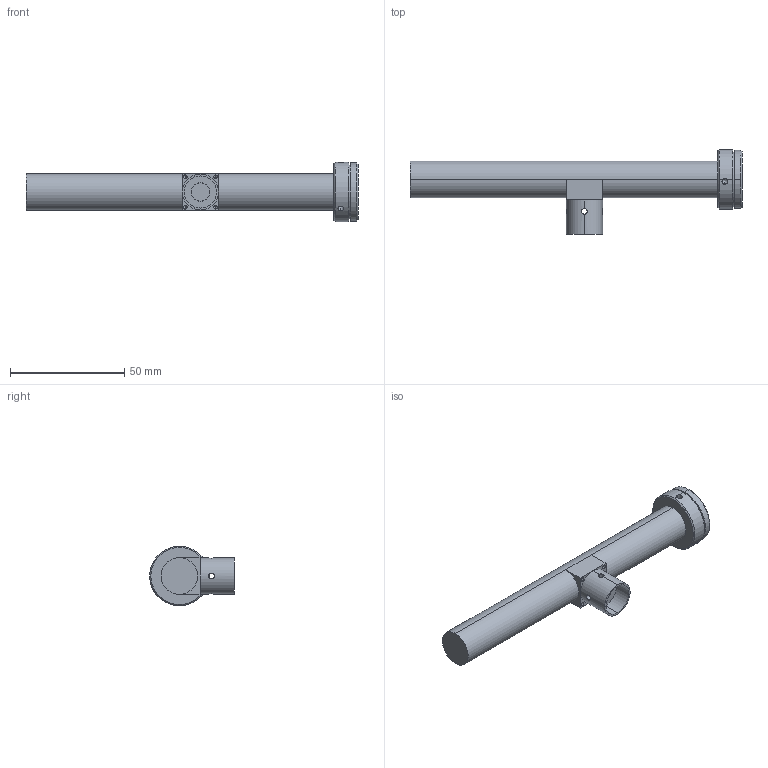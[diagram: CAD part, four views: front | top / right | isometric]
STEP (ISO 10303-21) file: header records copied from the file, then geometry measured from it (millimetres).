
FILE_DESCRIPTION (( 'STEP AP203' ), '1' );
FILE_NAME ('WWL20-250C.STEP', '2019-12-03T06:39:15', ( 'Windows 蚚誧' ), ( '' ), 'SwSTEP 2.0', 'SolidWorks 2017', '' );
FILE_SCHEMA (( 'CONFIG_CONTROL_DESIGN' ));
Length unit declared in the file: millimetre
Products named in the file (1): WWL20-250C
Bounding box: 145.2 x 37 x 26 mm (x, y, z)
Volume: 34210.7 mm3; surface area: 10613.4 mm2
Topology: 1 solids, 1 shells, 68 faces, 167 edges, 95 vertices
Faces by surface type: cylinder 37, cone 18, plane 13
Entity records: 2326 total; most frequent: CARTESIAN_POINT 717, DIRECTION 321, ORIENTED_EDGE 306, EDGE_CURVE 153, AXIS2_PLACEMENT_3D 125, VERTEX_POINT 95, EDGE_LOOP 84, VECTOR 71
